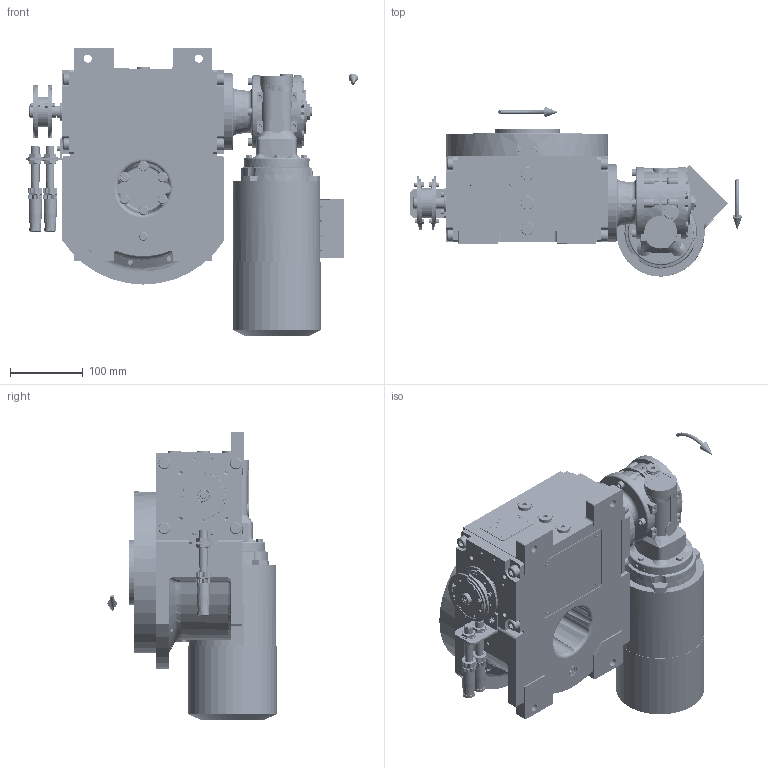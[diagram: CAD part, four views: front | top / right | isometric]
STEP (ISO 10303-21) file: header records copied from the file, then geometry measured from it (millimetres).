
FILE_DESCRIPTION (( 'STEP AP203' ), '1' );
FILE_NAME ('PC5201694.step', '2025-11-25T13:05:25', ( '' ), ( '' ), 'SwSTEP 2.0', 'SolidWorks 2020', '' );
FILE_SCHEMA (( 'CONFIG_CONTROL_DESIGN' ));
Length unit declared in the file: millimetre
Products named in the file (91): RMI40_F1_LCB_SX_63B14; cfn2115_02_165; cfn2401_02_005; cfn2151_01_290; RIG06_021_AF0.stp; cfn2476_01_002_60x46; cfn2400_04_024; cfn2003_01_054; AS_900_38_10_028; rig06_004_s_001; rig06_071_12_m_asm.stp; cfn2000_01_126; cfn2276_01_074; cfn2070_05_005; CFN2000_01_185.stp; AS_cfn2400_04_024; cfn2000_01_124; cfn2000_01_103; AS_rig06_004_s_001; cfn2055_01_002; cfn2128_04_004; cfn2107_01_001; freccia_angolare; AS_900_00_00_005; rig06_015; rig06_002_bl_003; cfn2155_01_056; cfn2128_19_002; RIG06_005_ASM.stp; AS_rig06_004; CFN2356_03_047.stp; CFN2010_01_012.stp; 900_00_00_005; BM63B14; rig06_016; cfn2077_01_018; AS_cfn2476_01_002_60x46; olio_agip_blasia_150; cfn2151_01_109; AS_rig06_016 ...
Assembly tree (88 placements, depth 5):
  cfn2115_02_165
  cfn2151_01_290
  cfn2276_01_074
  CFN2356_03_047.stp
  CFN2010_01_012.stp
Bounding box: 455.5 x 231.99 x 395.99 mm (x, y, z)
Volume: 5766147 mm3; surface area: 1091685.5 mm2
Topology: 76 solids, 76 shells, 5892 faces, 15055 edges, 9577 vertices
Faces by surface type: plane 2709, cylinder 2043, cone 940, torus 171, bspline 23, sphere 6
Entity records: 165769 total; most frequent: CARTESIAN_POINT 41930, DIRECTION 24100, ORIENTED_EDGE 23734, EDGE_CURVE 11867, AXIS2_PLACEMENT_3D 8883, VERTEX_POINT 7631, VECTOR 6334, LINE 6334
